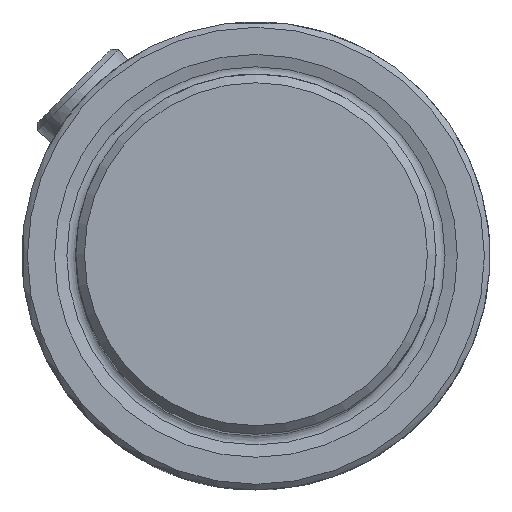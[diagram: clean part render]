
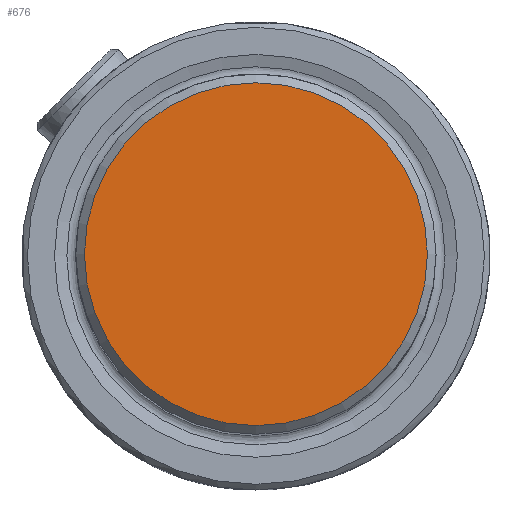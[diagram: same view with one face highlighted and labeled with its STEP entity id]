
A CAD part, top view. The second image highlights one B-rep face of the part: STEP entity #676.
In plain terms, the highlighted planar face has unit normal (0, 0, 1).
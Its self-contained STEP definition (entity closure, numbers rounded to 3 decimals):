
#140=PLANE('',#5063);
#262=FACE_OUTER_BOUND('',#1218,.T.);
#676=ADVANCED_FACE('',(#262),#140,.T.);
#1218=EDGE_LOOP('',(#1726));
#1541=CIRCLE('',#5062,15.112);
#1726=ORIENTED_EDGE('',*,*,#3641,.T.);
#3146=VERTEX_POINT('',#7258);
#3641=EDGE_CURVE('',#3146,#3146,#1541,.T.);
#5062=AXIS2_PLACEMENT_3D('',#7257,#5703,#5704);
#5063=AXIS2_PLACEMENT_3D('',#7259,#5705,#5706);
#5703=DIRECTION('',(0.,0.,1.));
#5704=DIRECTION('',(0.,-1.,0.));
#5705=DIRECTION('',(0.,0.,1.));
#5706=DIRECTION('',(0.,1.,0.));
#7257=CARTESIAN_POINT('',(0.,0.,
83.05));
#7258=CARTESIAN_POINT('',(0.,-15.112,83.05));
#7259=CARTESIAN_POINT('',(0.,0.,
83.05));
